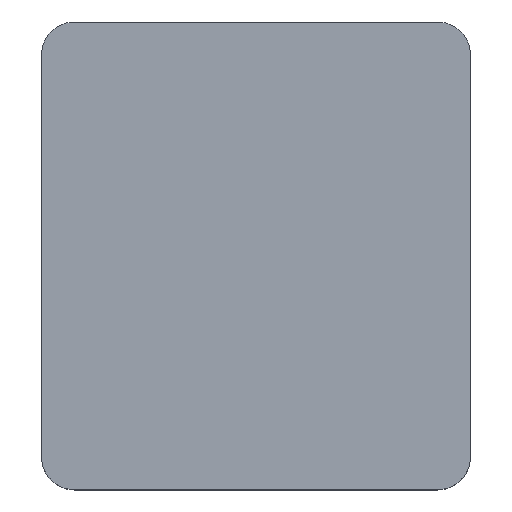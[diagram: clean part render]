
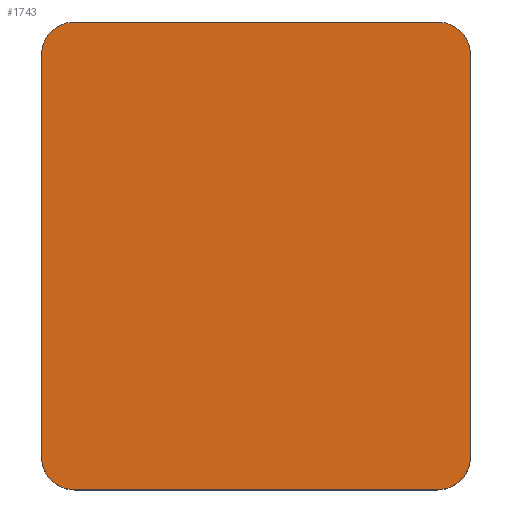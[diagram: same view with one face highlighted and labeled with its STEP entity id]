
A CAD part, top view. The second image highlights one B-rep face of the part: STEP entity #1743.
In plain terms, the highlighted planar face has unit normal (0, 0, 1).
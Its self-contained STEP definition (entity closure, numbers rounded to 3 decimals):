
#3 = DIRECTION ( 'NONE',  ( 0., 0., 1. ) ) ;
#4 = ORIENTED_EDGE ( 'NONE', *, *, #678, .F. ) ;
#13 = VERTEX_POINT ( 'NONE', #1622 ) ;
#27 = DIRECTION ( 'NONE',  ( 0.707, -0.707, 0. ) ) ;
#50 = DIRECTION ( 'NONE',  ( 0., 0., 1. ) ) ;
#63 = ORIENTED_EDGE ( 'NONE', *, *, #746, .T. ) ;
#73 = CARTESIAN_POINT ( 'NONE',  ( 2.8, 3.1, 3. ) ) ;
#91 = VECTOR ( 'NONE', #1382, 1000. ) ;
#92 = DIRECTION ( 'NONE',  ( 0., 0., 1. ) ) ;
#129 = AXIS2_PLACEMENT_3D ( 'NONE', #654, #92, #1693 ) ;
#140 = CARTESIAN_POINT ( 'NONE',  ( 1.65, 0., 3. ) ) ;
#147 = PLANE ( 'NONE',  #607 ) ;
#149 = EDGE_CURVE ( 'NONE', #1047, #432, #974, .T. ) ;
#155 = CIRCLE ( 'NONE', #1135, 0.5 ) ;
#238 = DIRECTION ( 'NONE',  ( 0., 0., -1. ) ) ;
#263 = CARTESIAN_POINT ( 'NONE',  ( 2.8, 3.1, 3. ) ) ;
#279 = VERTEX_POINT ( 'NONE', #587 ) ;
#298 = LINE ( 'NONE', #1410, #91 ) ;
#304 = EDGE_LOOP ( 'NONE', ( #830, #1292, #328, #766, #345, #63, #1100, #583, #1603, #1698, #4, #1286 ) ) ;
#314 = CARTESIAN_POINT ( 'NONE',  ( -3.154, 3.454, 3. ) ) ;
#328 = ORIENTED_EDGE ( 'NONE', *, *, #1556, .F. ) ;
#345 = ORIENTED_EDGE ( 'NONE', *, *, #906, .T. ) ;
#394 = CARTESIAN_POINT ( 'NONE',  ( 2.8, -3.6, 3. ) ) ;
#398 = AXIS2_PLACEMENT_3D ( 'NONE', #791, #965, #27 ) ;
#422 = CARTESIAN_POINT ( 'NONE',  ( -2.8, 3.1, 3. ) ) ;
#432 = VERTEX_POINT ( 'NONE', #394 ) ;
#440 = VERTEX_POINT ( 'NONE', #788 ) ;
#485 = CIRCLE ( 'NONE', #1303, 0.5 ) ;
#490 = AXIS2_PLACEMENT_3D ( 'NONE', #73, #722, #1516 ) ;
#522 = EDGE_CURVE ( 'NONE', #1638, #1047, #1644, .T. ) ;
#538 = CARTESIAN_POINT ( 'NONE',  ( 3.3, 3.1, 3. ) ) ;
#548 = CARTESIAN_POINT ( 'NONE',  ( 3.154, -3.454, 3. ) ) ;
#550 = CIRCLE ( 'NONE', #129, 0.5 ) ;
#558 = CARTESIAN_POINT ( 'NONE',  ( -3.3, 3.6, 3. ) ) ;
#563 = VERTEX_POINT ( 'NONE', #538 ) ;
#570 = CARTESIAN_POINT ( 'NONE',  ( -2.8, -3.6, 3. ) ) ;
#577 = DIRECTION ( 'NONE',  ( 0., 0., 1. ) ) ;
#583 = ORIENTED_EDGE ( 'NONE', *, *, #1019, .F. ) ;
#587 = CARTESIAN_POINT ( 'NONE',  ( -2.8, 3.6, 3. ) ) ;
#591 = DIRECTION ( 'NONE',  ( -0.707, -0.707, 0. ) ) ;
#607 = AXIS2_PLACEMENT_3D ( 'NONE', #140, #1095, #821 ) ;
#634 = VERTEX_POINT ( 'NONE', #1490 ) ;
#654 = CARTESIAN_POINT ( 'NONE',  ( -2.8, -3.1, 3. ) ) ;
#660 = DIRECTION ( 'NONE',  ( -1., 0., 0. ) ) ;
#678 = EDGE_CURVE ( 'NONE', #432, #1421, #298, .T. ) ;
#722 = DIRECTION ( 'NONE',  ( 0., 0., -1. ) ) ;
#738 = CARTESIAN_POINT ( 'NONE',  ( 2.8, 3.6, 3. ) ) ;
#746 = EDGE_CURVE ( 'NONE', #279, #753, #155, .T. ) ;
#753 = VERTEX_POINT ( 'NONE', #314 ) ;
#766 = ORIENTED_EDGE ( 'NONE', *, *, #1739, .F. ) ;
#781 = DIRECTION ( 'NONE',  ( 0.707, -0.707, 0. ) ) ;
#788 = CARTESIAN_POINT ( 'NONE',  ( -3.3, -3.1, 3. ) ) ;
#790 = EDGE_CURVE ( 'NONE', #440, #1145, #485, .T. ) ;
#791 = CARTESIAN_POINT ( 'NONE',  ( 2.8, -3.1, 3. ) ) ;
#821 = DIRECTION ( 'NONE',  ( 1., 0., 0. ) ) ;
#830 = ORIENTED_EDGE ( 'NONE', *, *, #522, .F. ) ;
#837 = VECTOR ( 'NONE', #1177, 1000. ) ;
#846 = EDGE_CURVE ( 'NONE', #1638, #563, #1715, .T. ) ;
#848 = DIRECTION ( 'NONE',  ( -0.707, 0.707, 0. ) ) ;
#906 = EDGE_CURVE ( 'NONE', #1153, #279, #1034, .T. ) ;
#915 = CARTESIAN_POINT ( 'NONE',  ( 2.8, -3.1, 3. ) ) ;
#951 = CIRCLE ( 'NONE', #490, 0.5 ) ;
#965 = DIRECTION ( 'NONE',  ( 0., 0., -1. ) ) ;
#974 = CIRCLE ( 'NONE', #398, 0.5 ) ;
#978 = AXIS2_PLACEMENT_3D ( 'NONE', #422, #3, #848 ) ;
#992 = CARTESIAN_POINT ( 'NONE',  ( -3.154, -3.454, 3. ) ) ;
#1000 = EDGE_CURVE ( 'NONE', #753, #13, #1450, .T. ) ;
#1019 = EDGE_CURVE ( 'NONE', #440, #13, #1503, .T. ) ;
#1034 = LINE ( 'NONE', #1596, #1250 ) ;
#1047 = VERTEX_POINT ( 'NONE', #548 ) ;
#1095 = DIRECTION ( 'NONE',  ( 0., 0., 1. ) ) ;
#1100 = ORIENTED_EDGE ( 'NONE', *, *, #1000, .T. ) ;
#1106 = DIRECTION ( 'NONE',  ( 0., 1., 0. ) ) ;
#1117 = DIRECTION ( 'NONE',  ( -0.707, 0.707, 0. ) ) ;
#1135 = AXIS2_PLACEMENT_3D ( 'NONE', #1417, #577, #1117 ) ;
#1145 = VERTEX_POINT ( 'NONE', #992 ) ;
#1153 = VERTEX_POINT ( 'NONE', #738 ) ;
#1177 = DIRECTION ( 'NONE',  ( 0., 1., 0. ) ) ;
#1220 = AXIS2_PLACEMENT_3D ( 'NONE', #915, #238, #781 ) ;
#1223 = DIRECTION ( 'NONE',  ( 0., 0., -1. ) ) ;
#1250 = VECTOR ( 'NONE', #660, 1000. ) ;
#1261 = CARTESIAN_POINT ( 'NONE',  ( -2.8, -3.1, 3. ) ) ;
#1278 = AXIS2_PLACEMENT_3D ( 'NONE', #263, #1223, #1734 ) ;
#1286 = ORIENTED_EDGE ( 'NONE', *, *, #149, .F. ) ;
#1292 = ORIENTED_EDGE ( 'NONE', *, *, #846, .T. ) ;
#1303 = AXIS2_PLACEMENT_3D ( 'NONE', #1261, #50, #591 ) ;
#1347 = FACE_OUTER_BOUND ( 'NONE', #304, .T. ) ;
#1382 = DIRECTION ( 'NONE',  ( -1., 0., 0. ) ) ;
#1398 = VECTOR ( 'NONE', #1106, 1000. ) ;
#1410 = CARTESIAN_POINT ( 'NONE',  ( -3.3, -3.6, 3. ) ) ;
#1417 = CARTESIAN_POINT ( 'NONE',  ( -2.8, 3.1, 3. ) ) ;
#1421 = VERTEX_POINT ( 'NONE', #570 ) ;
#1450 = CIRCLE ( 'NONE', #978, 0.5 ) ;
#1490 = CARTESIAN_POINT ( 'NONE',  ( 3.154, 3.454, 3. ) ) ;
#1503 = LINE ( 'NONE', #558, #1398 ) ;
#1516 = DIRECTION ( 'NONE',  ( 0.707, 0.707, 0. ) ) ;
#1556 = EDGE_CURVE ( 'NONE', #634, #563, #951, .T. ) ;
#1560 = CIRCLE ( 'NONE', #1278, 0.5 ) ;
#1596 = CARTESIAN_POINT ( 'NONE',  ( -3.3, 3.6, 3. ) ) ;
#1603 = ORIENTED_EDGE ( 'NONE', *, *, #790, .T. ) ;
#1622 = CARTESIAN_POINT ( 'NONE',  ( -3.3, 3.1, 3. ) ) ;
#1638 = VERTEX_POINT ( 'NONE', #1725 ) ;
#1644 = CIRCLE ( 'NONE', #1220, 0.5 ) ;
#1677 = EDGE_CURVE ( 'NONE', #1145, #1421, #550, .T. ) ;
#1693 = DIRECTION ( 'NONE',  ( -0.707, -0.707, 0. ) ) ;
#1698 = ORIENTED_EDGE ( 'NONE', *, *, #1677, .T. ) ;
#1715 = LINE ( 'NONE', #1738, #837 ) ;
#1725 = CARTESIAN_POINT ( 'NONE',  ( 3.3, -3.1, 3. ) ) ;
#1734 = DIRECTION ( 'NONE',  ( 0.707, 0.707, 0. ) ) ;
#1738 = CARTESIAN_POINT ( 'NONE',  ( 3.3, 3.6, 3. ) ) ;
#1739 = EDGE_CURVE ( 'NONE', #1153, #634, #1560, .T. ) ;
#1743 = ADVANCED_FACE ( 'NONE', ( #1347 ), #147, .T. ) ;
